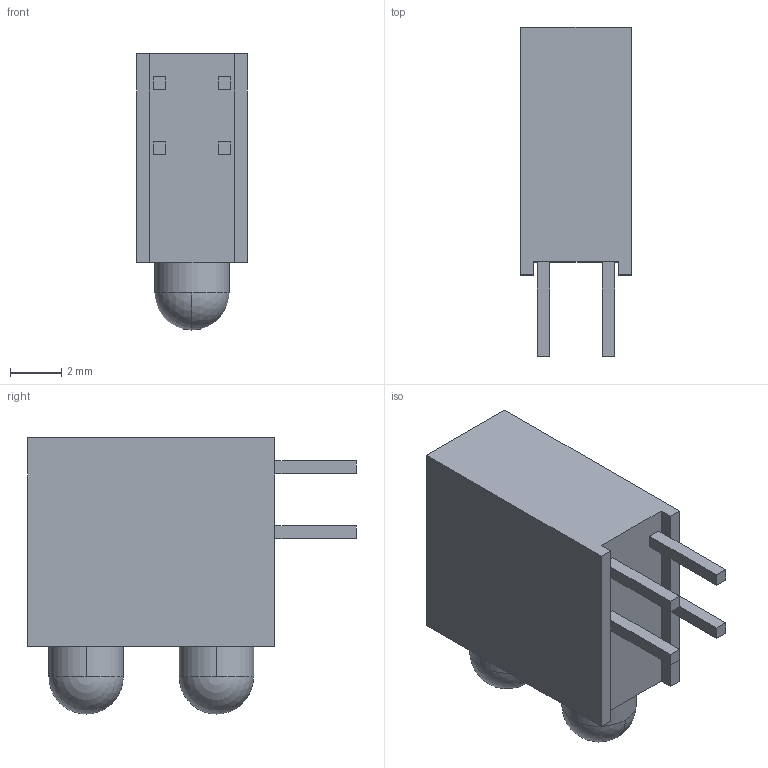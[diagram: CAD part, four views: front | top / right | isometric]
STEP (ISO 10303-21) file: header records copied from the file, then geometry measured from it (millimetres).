
FILE_DESCRIPTION (( 'STEP AP214' ), '1' );
FILE_NAME ('646508FD-2FDA-4B72-B0FF-6922A4506A9F.STEP', '2024-11-06T08:10:10', ( '' ), ( '' ), 'SwSTEP 2.0', 'SolidWorks 2022', '' );
FILE_SCHEMA (( 'AUTOMOTIVE_DESIGN' ));
Length unit declared in the file: millimetre
Products named in the file (1): 646508FD-2FDA-4B72-B0FF-6922A4506A9F
Bounding box: 4.32 x 12.83 x 10.77 mm (x, y, z)
Volume: 357.4 mm3; surface area: 379.9 mm2
Topology: 1 solids, 1 shells, 38 faces, 96 edges, 62 vertices
Faces by surface type: plane 30, sphere 4, cylinder 4
Entity records: 1340 total; most frequent: CARTESIAN_POINT 193, DIRECTION 186, ORIENTED_EDGE 184, EDGE_CURVE 92, VECTOR 76, LINE 76, VERTEX_POINT 62, AXIS2_PLACEMENT_3D 55
